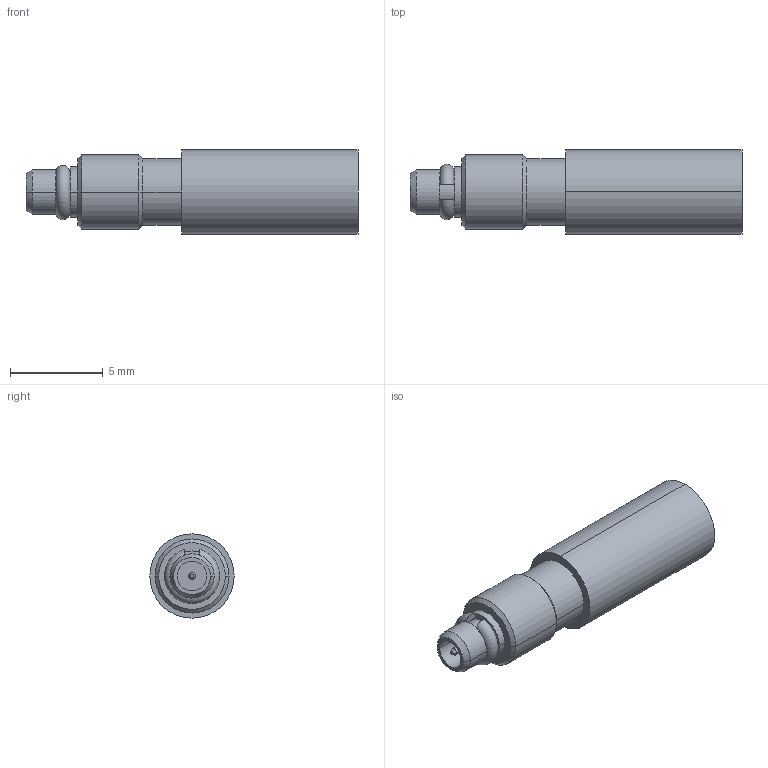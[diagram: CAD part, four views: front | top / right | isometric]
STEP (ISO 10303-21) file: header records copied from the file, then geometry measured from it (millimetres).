
FILE_DESCRIPTION((''),'2;1');
FILE_NAME('262110_SW0001','2020-08-27T18:30:50',('Kaviyarasan'),(''),'CREO PARAMETRIC BY PTC INC, 2019444','CREO PARAMETRIC BY PTC INC, 2019444','');
FILE_SCHEMA(('CONFIG_CONTROL_DESIGN'));
Length unit declared in the file: millimetre
Products named in the file (1): 262110_SW0001
Bounding box: 17.93 x 4.55 x 4.55 mm (x, y, z)
Volume: 167.2 mm3; surface area: 380.3 mm2
Topology: 1 solids, 1 shells, 50 faces, 100 edges, 62 vertices
Faces by surface type: cylinder 23, plane 14, cone 12, torus 1
Entity records: 1388 total; most frequent: CARTESIAN_POINT 256, DIRECTION 256, ORIENTED_EDGE 200, AXIS2_PLACEMENT_3D 108, EDGE_CURVE 100, VERTEX_POINT 62, EDGE_LOOP 60, CIRCLE 58
